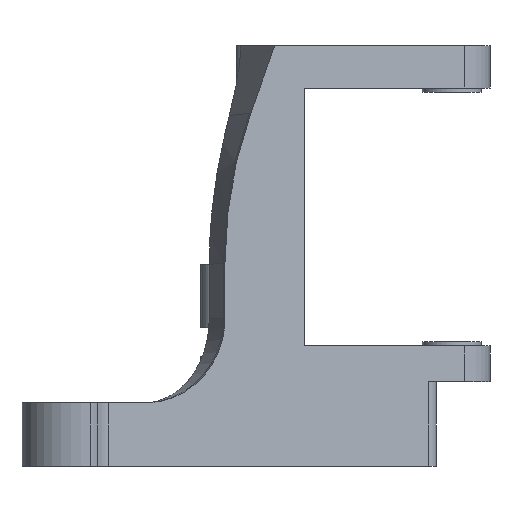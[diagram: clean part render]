
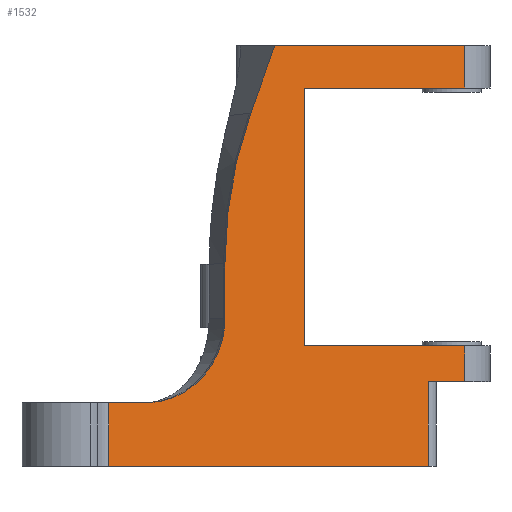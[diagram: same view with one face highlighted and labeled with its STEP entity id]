
A CAD part, front view. The second image highlights one B-rep face of the part: STEP entity #1532.
In plain terms, the highlighted planar face has unit normal (0.337, -0.942, 0).
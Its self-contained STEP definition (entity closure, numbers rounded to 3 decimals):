
#23=B_SPLINE_CURVE_WITH_KNOTS('',3,(#2511,#2512,#2513,#2514,#2515,#2516),
 .UNSPECIFIED.,.F.,.F.,(4,2,4),(0.,0.014,0.036),
 .UNSPECIFIED.);
#30=ELLIPSE('',#1690,100.088,100.);
#31=ELLIPSE('',#1691,20.002,20.);
#63=PLANE('',#1689);
#110=FACE_OUTER_BOUND('',#206,.T.);
#206=EDGE_LOOP('',(#1108,#1109,#1110,#1111,#1112,#1113,#1114,#1115,#1116,
#1117,#1118,#1119,#1120,#1121,#1122,#1123));
#294=LINE('',#2345,#408);
#298=LINE('',#2377,#412);
#303=LINE('',#2407,#417);
#318=LINE('',#2465,#432);
#324=LINE('',#2488,#438);
#326=LINE('',#2495,#440);
#327=LINE('',#2496,#441);
#328=LINE('',#2497,#442);
#329=LINE('',#2499,#443);
#330=LINE('',#2501,#444);
#331=LINE('',#2503,#445);
#332=LINE('',#2507,#446);
#333=LINE('',#2517,#447);
#408=VECTOR('',#1835,10.);
#412=VECTOR('',#1865,10.);
#417=VECTOR('',#1894,10.);
#432=VECTOR('',#1951,10.);
#438=VECTOR('',#1975,3.);
#440=VECTOR('',#1983,10.);
#441=VECTOR('',#1984,10.);
#442=VECTOR('',#1985,10.);
#443=VECTOR('',#1986,10.);
#444=VECTOR('',#1987,10.);
#445=VECTOR('',#1988,10.);
#446=VECTOR('',#1991,10.);
#447=VECTOR('',#1994,10.);
#624=VERTEX_POINT('',#2338);
#627=VERTEX_POINT('',#2343);
#642=VERTEX_POINT('',#2375);
#654=VERTEX_POINT('',#2404);
#655=VERTEX_POINT('',#2406);
#676=VERTEX_POINT('',#2462);
#677=VERTEX_POINT('',#2464);
#685=VERTEX_POINT('',#2486);
#687=VERTEX_POINT('',#2494);
#688=VERTEX_POINT('',#2498);
#689=VERTEX_POINT('',#2500);
#690=VERTEX_POINT('',#2502);
#691=VERTEX_POINT('',#2504);
#692=VERTEX_POINT('',#2506);
#693=VERTEX_POINT('',#2508);
#694=VERTEX_POINT('',#2510);
#778=EDGE_CURVE('',#627,#624,#294,.T.);
#794=EDGE_CURVE('',#642,#627,#298,.T.);
#808=EDGE_CURVE('',#655,#654,#303,.T.);
#837=EDGE_CURVE('',#676,#677,#318,.T.);
#849=EDGE_CURVE('',#685,#642,#324,.T.);
#852=EDGE_CURVE('',#687,#685,#326,.T.);
#853=EDGE_CURVE('',#687,#655,#327,.T.);
#854=EDGE_CURVE('',#677,#654,#328,.T.);
#855=EDGE_CURVE('',#676,#688,#329,.T.);
#856=EDGE_CURVE('',#689,#688,#330,.T.);
#857=EDGE_CURVE('',#689,#690,#331,.T.);
#858=EDGE_CURVE('',#691,#690,#30,.T.);
#859=EDGE_CURVE('',#691,#692,#332,.T.);
#860=EDGE_CURVE('',#693,#692,#31,.T.);
#861=EDGE_CURVE('',#694,#693,#23,.T.);
#862=EDGE_CURVE('',#624,#694,#333,.T.);
#1108=ORIENTED_EDGE('',*,*,#778,.F.);
#1109=ORIENTED_EDGE('',*,*,#794,.F.);
#1110=ORIENTED_EDGE('',*,*,#849,.F.);
#1111=ORIENTED_EDGE('',*,*,#852,.F.);
#1112=ORIENTED_EDGE('',*,*,#853,.T.);
#1113=ORIENTED_EDGE('',*,*,#808,.T.);
#1114=ORIENTED_EDGE('',*,*,#854,.F.);
#1115=ORIENTED_EDGE('',*,*,#837,.F.);
#1116=ORIENTED_EDGE('',*,*,#855,.T.);
#1117=ORIENTED_EDGE('',*,*,#856,.F.);
#1118=ORIENTED_EDGE('',*,*,#857,.T.);
#1119=ORIENTED_EDGE('',*,*,#858,.F.);
#1120=ORIENTED_EDGE('',*,*,#859,.T.);
#1121=ORIENTED_EDGE('',*,*,#860,.F.);
#1122=ORIENTED_EDGE('',*,*,#861,.F.);
#1123=ORIENTED_EDGE('',*,*,#862,.F.);
#1532=ADVANCED_FACE('',(#110),#63,.T.);
#1689=AXIS2_PLACEMENT_3D('',#2493,#1981,#1982);
#1690=AXIS2_PLACEMENT_3D('',#2505,#1989,#1990);
#1691=AXIS2_PLACEMENT_3D('',#2509,#1992,#1993);
#1835=DIRECTION('',(0.,0.,1.));
#1865=DIRECTION('',(-0.942,-0.337,0.));
#1894=DIRECTION('',(-0.942,-0.337,0.));
#1951=DIRECTION('',(-0.942,-0.337,0.));
#1975=DIRECTION('',(0.,0.,-1.));
#1981=DIRECTION('center_axis',(0.337,-0.942,0.));
#1982=DIRECTION('ref_axis',(0.942,0.337,0.));
#1983=DIRECTION('',(-0.942,-0.337,0.));
#1984=DIRECTION('',(0.,0.,1.));
#1985=DIRECTION('',(0.,0.,-1.));
#1986=DIRECTION('',(0.,0.,1.));
#1987=DIRECTION('',(0.942,0.337,0.));
#1988=DIRECTION('',(-0.333,-0.119,-0.935));
#1989=DIRECTION('center_axis',(-0.337,0.942,0.));
#1990=DIRECTION('ref_axis',(-0.333,-0.119,-0.935));
#1991=DIRECTION('',(0.,0.,-1.));
#1992=DIRECTION('center_axis',(0.337,-0.942,0.));
#1993=DIRECTION('ref_axis',(0.942,0.337,0.));
#1994=DIRECTION('',(0.942,0.337,0.));
#2338=CARTESIAN_POINT('',(3.776,-38.597,15.));
#2343=CARTESIAN_POINT('',(3.776,-38.597,0.));
#2345=CARTESIAN_POINT('',(3.776,-38.597,0.));
#2375=CARTESIAN_POINT('',(79.348,-11.578,0.));
#2377=CARTESIAN_POINT('',(88.03,-8.475,0.));
#2404=CARTESIAN_POINT('',(50.044,-22.055,28.5));
#2406=CARTESIAN_POINT('',(88.03,-8.475,28.5));
#2407=CARTESIAN_POINT('',(58.422,-19.06,28.5));
#2462=CARTESIAN_POINT('',(88.03,-8.475,89.5));
#2464=CARTESIAN_POINT('',(50.044,-22.055,89.5));
#2465=CARTESIAN_POINT('',(50.044,-22.055,89.5));
#2486=CARTESIAN_POINT('',(79.348,-11.578,20.));
#2488=CARTESIAN_POINT('',(79.348,-11.578,0.));
#2493=CARTESIAN_POINT('Origin',(2.3,-39.124,0.));
#2494=CARTESIAN_POINT('',(88.03,-8.475,20.));
#2495=CARTESIAN_POINT('',(45.165,-23.8,20.));
#2496=CARTESIAN_POINT('',(88.03,-8.475,0.));
#2497=CARTESIAN_POINT('',(50.044,-22.055,99.5));
#2498=CARTESIAN_POINT('',(88.03,-8.475,99.5));
#2499=CARTESIAN_POINT('',(88.03,-8.475,89.5));
#2500=CARTESIAN_POINT('',(43.078,-24.546,99.5));
#2501=CARTESIAN_POINT('',(2.3,-39.124,99.5));
#2502=CARTESIAN_POINT('',(37.39,-26.579,83.521));
#2503=CARTESIAN_POINT('',(43.078,-24.546,99.5));
#2504=CARTESIAN_POINT('',(31.296,-28.758,48.101));
#2505=CARTESIAN_POINT('Origin',(125.469,4.91,48.16));
#2506=CARTESIAN_POINT('',(31.296,-28.758,35.));
#2507=CARTESIAN_POINT('',(31.296,-28.758,7.5));
#2508=CARTESIAN_POINT('',(12.998,-35.3,15.008));
#2509=CARTESIAN_POINT('Origin',(12.461,-35.492,35.));
#2510=CARTESIAN_POINT('',(12.663,-35.419,15.));
#2511=CARTESIAN_POINT('Ctrl Pts',(12.663,-35.419,15.));
#2512=CARTESIAN_POINT('Ctrl Pts',(12.706,-35.404,15.));
#2513=CARTESIAN_POINT('Ctrl Pts',(12.749,-35.389,15.));
#2514=CARTESIAN_POINT('Ctrl Pts',(12.861,-35.349,15.002));
#2515=CARTESIAN_POINT('Ctrl Pts',(12.929,-35.324,15.005));
#2516=CARTESIAN_POINT('Ctrl Pts',(12.998,-35.3,15.008));
#2517=CARTESIAN_POINT('',(88.03,-8.475,15.));
